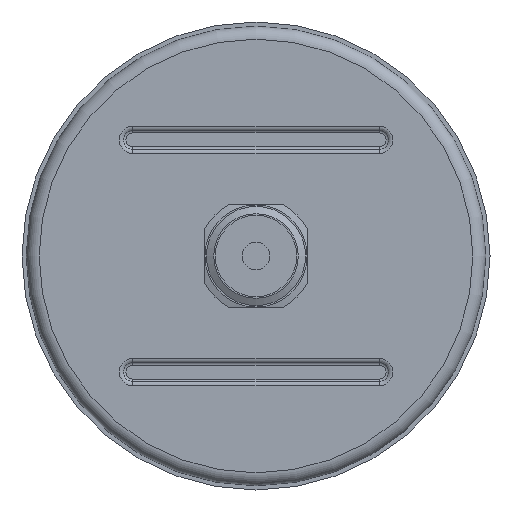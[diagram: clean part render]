
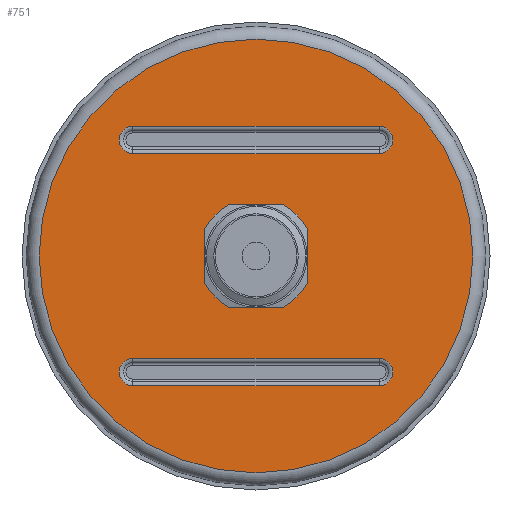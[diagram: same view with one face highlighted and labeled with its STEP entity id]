
A CAD part, front view. The second image highlights one B-rep face of the part: STEP entity #751.
In plain terms, the highlighted planar face has unit normal (0, -1, 0).
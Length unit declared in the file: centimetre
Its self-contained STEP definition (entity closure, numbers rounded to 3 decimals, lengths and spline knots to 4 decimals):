
#53=LINE('',#1275,#77);
#54=LINE('',#1278,#78);
#55=LINE('',#1281,#79);
#56=LINE('',#1285,#80);
#77=VECTOR('',#1021,5.3);
#78=VECTOR('',#1024,5.3);
#79=VECTOR('',#1025,5.3);
#80=VECTOR('',#1028,5.3);
#103=FACE_BOUND('',#225,.T.);
#104=FACE_BOUND('',#226,.T.);
#105=FACE_BOUND('',#227,.T.);
#158=FACE_OUTER_BOUND('',#224,.T.);
#224=EDGE_LOOP('',(#564));
#225=EDGE_LOOP('',(#565,#566,#567,#568));
#226=EDGE_LOOP('',(#569,#570,#571,#572));
#227=EDGE_LOOP('',(#573));
#272=CIRCLE('',#807,1.05);
#284=CIRCLE('',#834,4.67);
#285=CIRCLE('',#835,0.2973);
#286=CIRCLE('',#836,0.2973);
#287=CIRCLE('',#837,0.2973);
#288=CIRCLE('',#838,0.2973);
#341=VERTEX_POINT('',#1227);
#352=VERTEX_POINT('',#1269);
#353=VERTEX_POINT('',#1271);
#354=VERTEX_POINT('',#1272);
#355=VERTEX_POINT('',#1274);
#356=VERTEX_POINT('',#1276);
#357=VERTEX_POINT('',#1279);
#358=VERTEX_POINT('',#1280);
#359=VERTEX_POINT('',#1282);
#360=VERTEX_POINT('',#1284);
#414=EDGE_CURVE('',#341,#341,#272,.T.);
#428=EDGE_CURVE('',#352,#352,#284,.T.);
#429=EDGE_CURVE('',#353,#354,#285,.T.);
#430=EDGE_CURVE('',#355,#353,#53,.T.);
#431=EDGE_CURVE('',#356,#355,#286,.T.);
#432=EDGE_CURVE('',#354,#356,#54,.T.);
#433=EDGE_CURVE('',#357,#358,#55,.T.);
#434=EDGE_CURVE('',#359,#357,#287,.T.);
#435=EDGE_CURVE('',#360,#359,#56,.T.);
#436=EDGE_CURVE('',#358,#360,#288,.T.);
#564=ORIENTED_EDGE('',*,*,#428,.F.);
#565=ORIENTED_EDGE('',*,*,#429,.F.);
#566=ORIENTED_EDGE('',*,*,#430,.F.);
#567=ORIENTED_EDGE('',*,*,#431,.F.);
#568=ORIENTED_EDGE('',*,*,#432,.F.);
#569=ORIENTED_EDGE('',*,*,#433,.F.);
#570=ORIENTED_EDGE('',*,*,#434,.F.);
#571=ORIENTED_EDGE('',*,*,#435,.F.);
#572=ORIENTED_EDGE('',*,*,#436,.F.);
#573=ORIENTED_EDGE('',*,*,#414,.T.);
#666=PLANE('',#833);
#751=ADVANCED_FACE('',(#158,#103,#104,#105),#666,.T.);
#807=AXIS2_PLACEMENT_3D('',#1228,#962,#963);
#833=AXIS2_PLACEMENT_3D('',#1268,#1015,#1016);
#834=AXIS2_PLACEMENT_3D('',#1270,#1017,#1018);
#835=AXIS2_PLACEMENT_3D('',#1273,#1019,#1020);
#836=AXIS2_PLACEMENT_3D('',#1277,#1022,#1023);
#837=AXIS2_PLACEMENT_3D('',#1283,#1026,#1027);
#838=AXIS2_PLACEMENT_3D('',#1286,#1029,#1030);
#962=DIRECTION('center_axis',(0.,1.,0.));
#963=DIRECTION('ref_axis',(-1.,0.,0.));
#1015=DIRECTION('center_axis',(0.,-1.,0.));
#1016=DIRECTION('ref_axis',(1.,0.,0.));
#1017=DIRECTION('center_axis',(0.,1.,0.));
#1018=DIRECTION('ref_axis',(0.,0.,
-1.));
#1019=DIRECTION('center_axis',(0.,-1.,0.));
#1020=DIRECTION('ref_axis',(1.,0.,0.));
#1021=DIRECTION('',(1.,0.,0.));
#1022=DIRECTION('center_axis',(0.,-1.,0.));
#1023=DIRECTION('ref_axis',(-1.,0.,0.));
#1024=DIRECTION('',(-1.,0.,0.));
#1025=DIRECTION('',(1.,0.,0.));
#1026=DIRECTION('center_axis',(0.,-1.,0.));
#1027=DIRECTION('ref_axis',(-1.,0.,0.));
#1028=DIRECTION('',(-1.,0.,0.));
#1029=DIRECTION('center_axis',(0.,-1.,0.));
#1030=DIRECTION('ref_axis',(1.,0.,0.));
#1227=CARTESIAN_POINT('',(1.0498,-0.28,0.0002));
#1228=CARTESIAN_POINT('Origin',(-0.0002,-0.28,
0.0002));
#1268=CARTESIAN_POINT('Origin',(-0.0002,-0.28,
2.4752));
#1269=CARTESIAN_POINT('',(-0.0002,-0.28,4.6702));
#1270=CARTESIAN_POINT('Origin',(-0.0002,-0.28,
0.0002));
#1271=CARTESIAN_POINT('',(2.6498,-0.28,2.2028));
#1272=CARTESIAN_POINT('',(2.6498,-0.28,2.7975));
#1273=CARTESIAN_POINT('Origin',(2.6498,-0.28,2.5002));
#1274=CARTESIAN_POINT('',(-2.6502,-0.28,2.2028));
#1275=CARTESIAN_POINT('',(-1.3252,-0.28,2.2028));
#1276=CARTESIAN_POINT('',(-2.6502,-0.28,2.7975));
#1277=CARTESIAN_POINT('Origin',(-2.6502,-0.28,2.5002));
#1278=CARTESIAN_POINT('',(1.3248,-0.28,2.7975));
#1279=CARTESIAN_POINT('',(-2.6502,-0.28,-2.7972));
#1280=CARTESIAN_POINT('',(2.6498,-0.28,-2.7972));
#1281=CARTESIAN_POINT('',(-1.3252,-0.28,-2.7972));
#1282=CARTESIAN_POINT('',(-2.6502,-0.28,-2.2025));
#1283=CARTESIAN_POINT('Origin',(-2.6502,-0.28,-2.4998));
#1284=CARTESIAN_POINT('',(2.6498,-0.28,-2.2025));
#1285=CARTESIAN_POINT('',(1.3248,-0.28,-2.2025));
#1286=CARTESIAN_POINT('Origin',(2.6498,-0.28,-2.4998));
